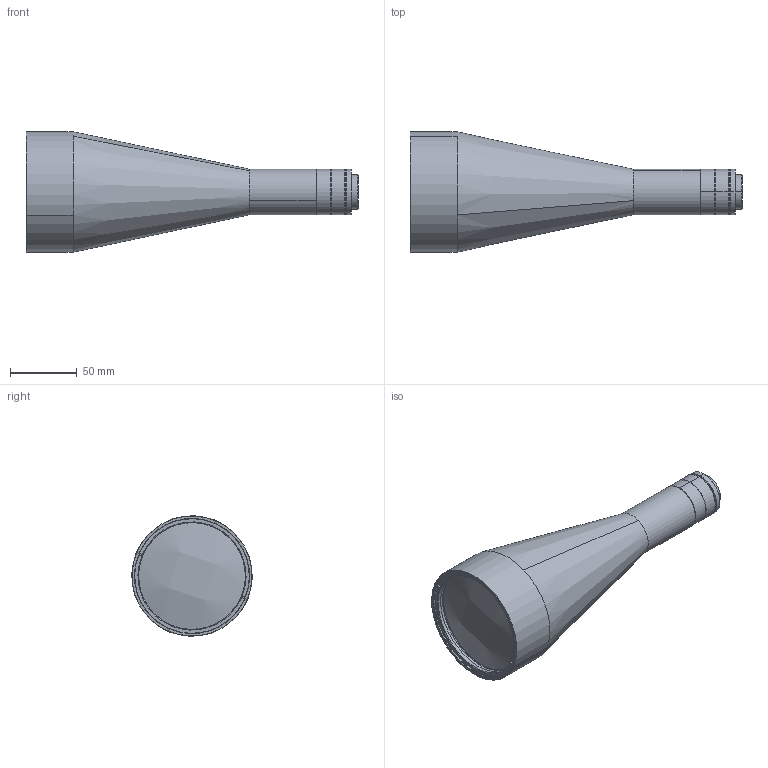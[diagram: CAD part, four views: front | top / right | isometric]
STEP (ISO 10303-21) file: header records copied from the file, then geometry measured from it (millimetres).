
FILE_DESCRIPTION (( 'STEP AP214' ), '1' );
FILE_NAME ('TTL9.5-70-150C.STEP', '2023-05-12T05:43:16', ( '' ), ( '' ), 'SwSTEP 2.0', 'SolidWorks 2022', '' );
FILE_SCHEMA (( 'AUTOMOTIVE_DESIGN' ));
Length unit declared in the file: millimetre
Products named in the file (1): TTL9.5-70-150C
Bounding box: 247.91 x 89.92 x 89.92 mm (x, y, z)
Volume: 267187.7 mm3; surface area: 117400.9 mm2
Topology: 21 solids, 21 shells, 358 faces, 768 edges, 476 vertices
Faces by surface type: cylinder 136, cone 104, plane 83, bspline 35
Entity records: 15301 total; most frequent: CARTESIAN_POINT 3132, DIRECTION 1830, ORIENTED_EDGE 1536, AXIS2_PLACEMENT_3D 774, EDGE_CURVE 768, VERTEX_POINT 476, CIRCLE 450, EDGE_LOOP 416
